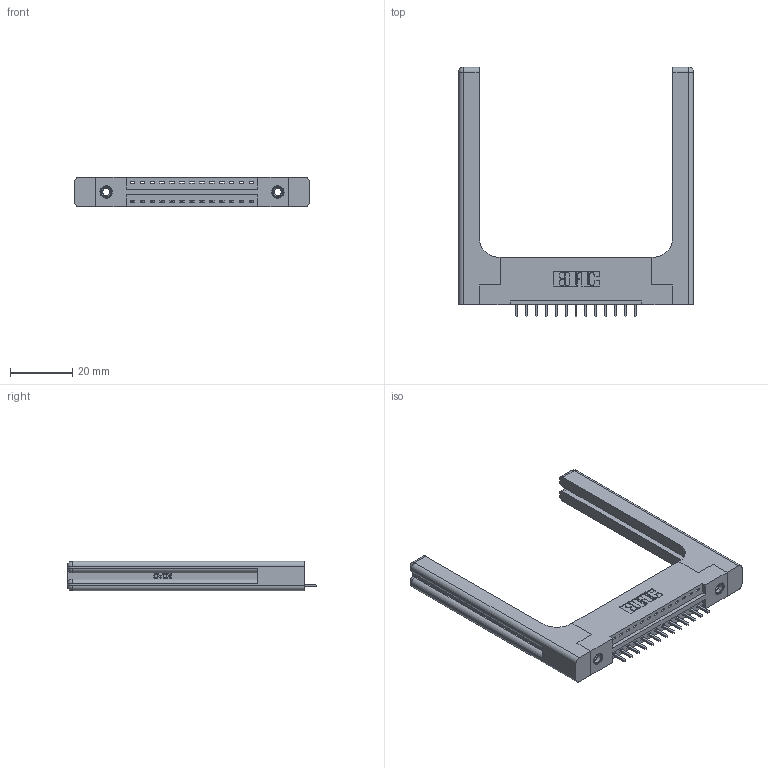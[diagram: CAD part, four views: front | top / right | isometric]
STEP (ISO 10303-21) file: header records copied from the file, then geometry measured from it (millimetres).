
FILE_DESCRIPTION (( 'STEP AP203' ), '1' );
FILE_NAME ('396-013-521-158.STEP', '2019-10-26T15:58:09', ( '' ), ( '' ), 'SwSTEP 2.0', 'SolidWorks 2016', '' );
FILE_SCHEMA (( 'CONFIG_CONTROL_DESIGN' ));
Length unit declared in the file: inch
Products named in the file (5): 346 Part_Flush Mounting Lugs - 0.156 Dia-TH; 345-250-001_345-250-001-102; 396-013-521-158; 345-292-001_345-293-121; 346-220-058_345-220-058
Assembly tree (18 placements, depth 2):
  396-013-521-158
    346 Part_Flush Mounting Lugs - 0.156 Dia-TH
    345-292-001_345-293-121  x13
    345-250-001_345-250-001-102  x2
    346-220-058_345-220-058  x2
Bounding box: 75.34 x 80.01 x 9.4 mm (x, y, z)
Volume: 14493 mm3; surface area: 13426.8 mm2
Topology: 18 solids, 18 shells, 1132 faces, 3283 edges, 2150 vertices
Faces by surface type: plane 744, cylinder 328, bspline 36, cone 12, sphere 8, torus 4
Entity records: 17172 total; most frequent: CARTESIAN_POINT 3932, ORIENTED_EDGE 2676, DIRECTION 2436, EDGE_CURVE 1338, VECTOR 1062, LINE 1062, VERTEX_POINT 882, AXIS2_PLACEMENT_3D 687
